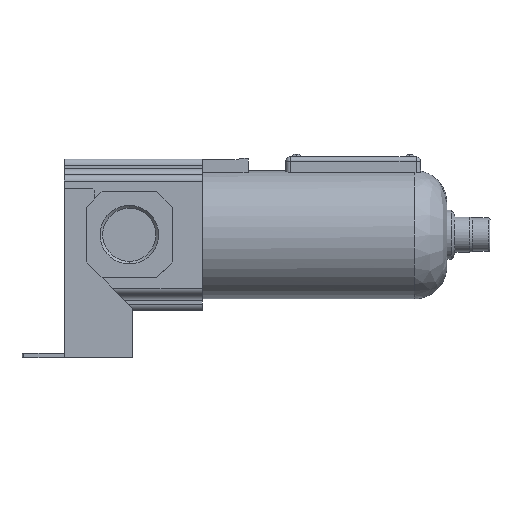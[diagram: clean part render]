
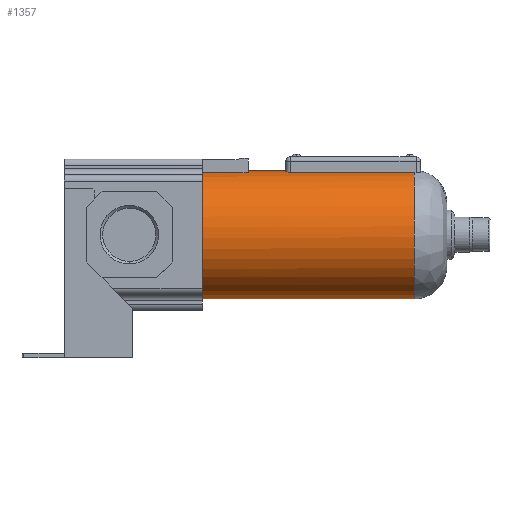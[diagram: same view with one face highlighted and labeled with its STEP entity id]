
A CAD part, left-side view. The second image highlights one B-rep face of the part: STEP entity #1357.
In plain terms, the highlighted cylindrical face has radius 36.5 mm (diameter 73 mm), a partial arc.
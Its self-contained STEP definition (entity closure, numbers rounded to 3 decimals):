
#31 = VERTEX_POINT ( 'NONE', #4410 ) ;
#100 = CARTESIAN_POINT ( 'NONE',  ( -8.983, -91.169, 35.377 ) ) ;
#114 = EDGE_CURVE ( 'NONE', #4562, #4538, #864, .T. ) ;
#139 = ORIENTED_EDGE ( 'NONE', *, *, #2426, .F. ) ;
#263 = DIRECTION ( 'NONE',  ( 0., 1., 0. ) ) ;
#294 = DIRECTION ( 'NONE',  ( 0., -1., 0. ) ) ;
#397 = LINE ( 'NONE', #4723, #5085 ) ;
#456 = DIRECTION ( 'NONE',  ( 0., 0., -1. ) ) ;
#470 = AXIS2_PLACEMENT_3D ( 'NONE', #2429, #3996, #456 ) ;
#474 = CIRCLE ( 'NONE', #470, 36.5 ) ;
#499 = CARTESIAN_POINT ( 'NONE',  ( 0., -162., -36.5 ) ) ;
#514 = CARTESIAN_POINT ( 'NONE',  ( -8.481, -89.967, 35.501 ) ) ;
#569 = VERTEX_POINT ( 'NONE', #1941 ) ;
#705 = CARTESIAN_POINT ( 'NONE',  ( -9.75, -205., 35.174 ) ) ;
#783 = DIRECTION ( 'NONE',  ( 0., -1., 0. ) ) ;
#830 = CARTESIAN_POINT ( 'NONE',  ( 0., -41.5, 0. ) ) ;
#853 = CARTESIAN_POINT ( 'NONE',  ( -6.5, -89., 35.917 ) ) ;
#864 = B_SPLINE_CURVE_WITH_KNOTS ( 'NONE', 3,
 ( #1661, #2519, #100, #4788, #4809, #4077, #1293, #514, #2102, #4437, #4863, #948, #1633, #2831, #4388, #853 ),
 .UNSPECIFIED., .F., .F.,
 ( 4, 2, 2, 2, 2, 2, 2, 4 ),
 ( 0., 0., 0.001, 0.001, 0.002, 0.003, 0.003, 0.004 ),
 .UNSPECIFIED. ) ;
#898 = CIRCLE ( 'NONE', #3138, 36.5 ) ;
#948 = CARTESIAN_POINT ( 'NONE',  ( -7.303, -89.127, 35.762 ) ) ;
#1044 = VERTEX_POINT ( 'NONE', #499 ) ;
#1071 = CARTESIAN_POINT ( 'NONE',  ( 0., -162., -36.5 ) ) ;
#1102 = ORIENTED_EDGE ( 'NONE', *, *, #3784, .F. ) ;
#1221 = AXIS2_PLACEMENT_3D ( 'NONE', #1563, #3469, #2705 ) ;
#1260 = VERTEX_POINT ( 'NONE', #1772 ) ;
#1293 = CARTESIAN_POINT ( 'NONE',  ( -8.665, -90.239, 35.457 ) ) ;
#1344 = EDGE_LOOP ( 'NONE', ( #1102, #3285, #4713, #4510, #139, #3085, #1704, #4290, #4575 ) ) ;
#1357 = ADVANCED_FACE ( 'NONE', ( #1489 ), #5011, .T. ) ;
#1415 = CARTESIAN_POINT ( 'NONE',  ( -6.5, -89., 35.917 ) ) ;
#1416 = EDGE_CURVE ( 'NONE', #1044, #569, #3089, .T. ) ;
#1489 = FACE_OUTER_BOUND ( 'NONE', #1344, .T. ) ;
#1563 = CARTESIAN_POINT ( 'NONE',  ( 0., -205., 0. ) ) ;
#1610 = DIRECTION ( 'NONE',  ( 0., 0., 1. ) ) ;
#1633 = CARTESIAN_POINT ( 'NONE',  ( -7.146, -89.079, 35.794 ) ) ;
#1661 = CARTESIAN_POINT ( 'NONE',  ( -9., -91.5, 35.373 ) ) ;
#1668 = VECTOR ( 'NONE', #4197, 1000. ) ;
#1704 = ORIENTED_EDGE ( 'NONE', *, *, #114, .T. ) ;
#1772 = CARTESIAN_POINT ( 'NONE',  ( -9., -162., 35.373 ) ) ;
#1941 = CARTESIAN_POINT ( 'NONE',  ( 0., -41.5, -36.5 ) ) ;
#1953 = EDGE_CURVE ( 'NONE', #4109, #4314, #2687, .T. ) ;
#1957 = CARTESIAN_POINT ( 'NONE',  ( 0., -89., 0. ) ) ;
#1990 = DIRECTION ( 'NONE',  ( 0., 1., 0. ) ) ;
#2102 = CARTESIAN_POINT ( 'NONE',  ( -8.376, -89.839, 35.526 ) ) ;
#2222 = CARTESIAN_POINT ( 'NONE',  ( -9.75, -41.5, 35.174 ) ) ;
#2262 = CARTESIAN_POINT ( 'NONE',  ( -9., -205., 35.373 ) ) ;
#2426 = EDGE_CURVE ( 'NONE', #1260, #1044, #474, .T. ) ;
#2429 = CARTESIAN_POINT ( 'NONE',  ( 0., -162., 0. ) ) ;
#2519 = CARTESIAN_POINT ( 'NONE',  ( -9., -91.333, 35.373 ) ) ;
#2687 = LINE ( 'NONE', #705, #5076 ) ;
#2704 = CARTESIAN_POINT ( 'NONE',  ( 0., -67.5, 0. ) ) ;
#2705 = DIRECTION ( 'NONE',  ( 1., 0., 0. ) ) ;
#2778 = EDGE_CURVE ( 'NONE', #3956, #31, #397, .T. ) ;
#2831 = CARTESIAN_POINT ( 'NONE',  ( -6.826, -89.016, 35.856 ) ) ;
#3018 = CARTESIAN_POINT ( 'NONE',  ( -9., -91.5, 35.373 ) ) ;
#3085 = ORIENTED_EDGE ( 'NONE', *, *, #4565, .F. ) ;
#3089 = LINE ( 'NONE', #1071, #4100 ) ;
#3138 = AXIS2_PLACEMENT_3D ( 'NONE', #830, #4764, #1610 ) ;
#3231 = AXIS2_PLACEMENT_3D ( 'NONE', #1957, #294, #3473 ) ;
#3285 = ORIENTED_EDGE ( 'NONE', *, *, #1953, .F. ) ;
#3288 = CIRCLE ( 'NONE', #3616, 36.5 ) ;
#3469 = DIRECTION ( 'NONE',  ( 0., 1., 0. ) ) ;
#3473 = DIRECTION ( 'NONE',  ( 0., 0., -1. ) ) ;
#3616 = AXIS2_PLACEMENT_3D ( 'NONE', #2704, #263, #5056 ) ;
#3784 = EDGE_CURVE ( 'NONE', #4314, #31, #3288, .T. ) ;
#3889 = CARTESIAN_POINT ( 'NONE',  ( -9.75, -67.5, 35.174 ) ) ;
#3926 = DIRECTION ( 'NONE',  ( 0., 1., 0. ) ) ;
#3956 = VERTEX_POINT ( 'NONE', #4789 ) ;
#3996 = DIRECTION ( 'NONE',  ( 0., -1., 0. ) ) ;
#4006 = EDGE_CURVE ( 'NONE', #569, #4109, #898, .T. ) ;
#4077 = CARTESIAN_POINT ( 'NONE',  ( -8.742, -90.383, 35.438 ) ) ;
#4100 = VECTOR ( 'NONE', #3926, 1000. ) ;
#4109 = VERTEX_POINT ( 'NONE', #2222 ) ;
#4197 = DIRECTION ( 'NONE',  ( 0., -1., 0. ) ) ;
#4290 = ORIENTED_EDGE ( 'NONE', *, *, #4638, .F. ) ;
#4314 = VERTEX_POINT ( 'NONE', #3889 ) ;
#4388 = CARTESIAN_POINT ( 'NONE',  ( -6.664, -89., 35.887 ) ) ;
#4410 = CARTESIAN_POINT ( 'NONE',  ( 0., -67.5, 36.5 ) ) ;
#4437 = CARTESIAN_POINT ( 'NONE',  ( -8.029, -89.496, 35.607 ) ) ;
#4510 = ORIENTED_EDGE ( 'NONE', *, *, #1416, .F. ) ;
#4538 = VERTEX_POINT ( 'NONE', #1415 ) ;
#4553 = CIRCLE ( 'NONE', #3231, 36.5 ) ;
#4562 = VERTEX_POINT ( 'NONE', #3018 ) ;
#4565 = EDGE_CURVE ( 'NONE', #4562, #1260, #4574, .T. ) ;
#4574 = LINE ( 'NONE', #2262, #1668 ) ;
#4575 = ORIENTED_EDGE ( 'NONE', *, *, #2778, .T. ) ;
#4638 = EDGE_CURVE ( 'NONE', #3956, #4538, #4553, .T. ) ;
#4713 = ORIENTED_EDGE ( 'NONE', *, *, #4006, .F. ) ;
#4723 = CARTESIAN_POINT ( 'NONE',  ( 0., -89., 36.5 ) ) ;
#4764 = DIRECTION ( 'NONE',  ( 0., 1., 0. ) ) ;
#4788 = CARTESIAN_POINT ( 'NONE',  ( -8.919, -90.847, 35.394 ) ) ;
#4789 = CARTESIAN_POINT ( 'NONE',  ( 0., -89., 36.5 ) ) ;
#4809 = CARTESIAN_POINT ( 'NONE',  ( -8.87, -90.686, 35.406 ) ) ;
#4863 = CARTESIAN_POINT ( 'NONE',  ( -7.752, -89.312, 35.669 ) ) ;
#5011 = CYLINDRICAL_SURFACE ( 'NONE', #1221, 36.5 ) ;
#5056 = DIRECTION ( 'NONE',  ( 0., 0., 1. ) ) ;
#5076 = VECTOR ( 'NONE', #783, 1000. ) ;
#5085 = VECTOR ( 'NONE', #1990, 1000. ) ;
